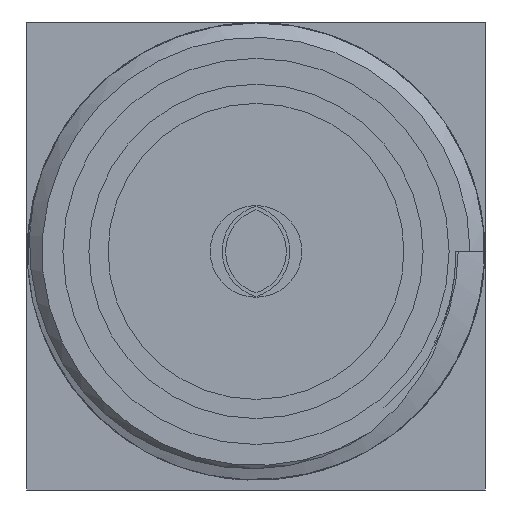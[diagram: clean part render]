
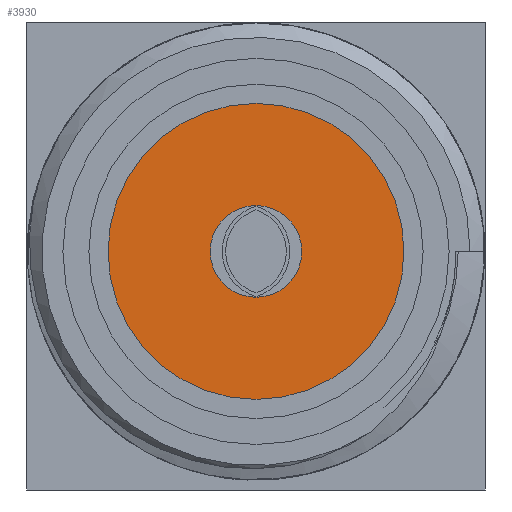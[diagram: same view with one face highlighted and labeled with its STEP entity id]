
A CAD part, front view. The second image highlights one B-rep face of the part: STEP entity #3930.
In plain terms, the highlighted face is planar.
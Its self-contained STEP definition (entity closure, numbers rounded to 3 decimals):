
#138=FACE_BOUND('',#590,.T.);
#178=PLANE('',#4307);
#358=FACE_OUTER_BOUND('',#589,.T.);
#589=EDGE_LOOP('',(#3008,#3009));
#590=EDGE_LOOP('',(#3010));
#798=CIRCLE('',#4303,0.635);
#799=CIRCLE('',#4305,2.05);
#800=CIRCLE('',#4306,2.05);
#1834=VERTEX_POINT('',#7226);
#1835=VERTEX_POINT('',#7230);
#1836=VERTEX_POINT('',#7231);
#2270=EDGE_CURVE('',#1834,#1834,#798,.T.);
#2272=EDGE_CURVE('',#1835,#1836,#799,.T.);
#2273=EDGE_CURVE('',#1836,#1835,#800,.T.);
#3008=ORIENTED_EDGE('',*,*,#2272,.T.);
#3009=ORIENTED_EDGE('',*,*,#2273,.T.);
#3010=ORIENTED_EDGE('',*,*,#2270,.T.);
#3930=ADVANCED_FACE('',(#358,#138),#178,.T.);
#4303=AXIS2_PLACEMENT_3D('',#7227,#4744,#4745);
#4305=AXIS2_PLACEMENT_3D('',#7232,#4749,#4750);
#4306=AXIS2_PLACEMENT_3D('',#7233,#4751,#4752);
#4307=AXIS2_PLACEMENT_3D('',#7235,#4754,#4755);
#4744=DIRECTION('center_axis',(0.,-1.,0.));
#4745=DIRECTION('ref_axis',(1.,0.,0.));
#4749=DIRECTION('center_axis',(0.,1.,0.));
#4750=DIRECTION('ref_axis',(-1.,0.,0.));
#4751=DIRECTION('center_axis',(0.,1.,0.));
#4752=DIRECTION('ref_axis',(-1.,0.,0.));
#4754=DIRECTION('center_axis',(0.,1.,0.));
#4755=DIRECTION('ref_axis',(0.,0.,1.));
#7226=CARTESIAN_POINT('',(-0.635,5.74,0.));
#7227=CARTESIAN_POINT('Origin',(0.,5.74,0.));
#7230=CARTESIAN_POINT('',(-2.05,5.74,0.));
#7231=CARTESIAN_POINT('',(2.05,5.74,0.));
#7232=CARTESIAN_POINT('Origin',(0.,5.74,0.));
#7233=CARTESIAN_POINT('Origin',(0.,5.74,0.));
#7235=CARTESIAN_POINT('Origin',(0.,5.74,0.));
